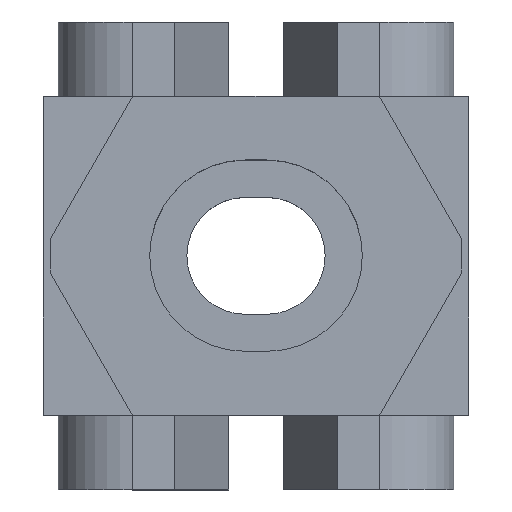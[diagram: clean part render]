
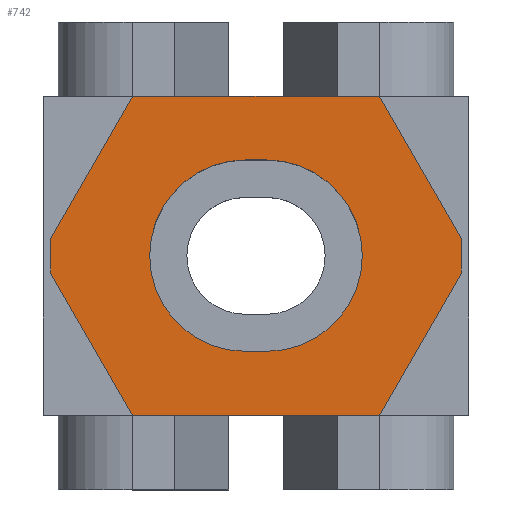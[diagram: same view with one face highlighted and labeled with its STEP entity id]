
A CAD part, top view. The second image highlights one B-rep face of the part: STEP entity #742.
In plain terms, the highlighted planar face has unit normal (0, 0, 1).
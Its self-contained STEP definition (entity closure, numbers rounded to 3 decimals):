
#13 = CARTESIAN_POINT ( 'NONE',  ( -0.5, 0., 8.5 ) ) ;
#22 = DIRECTION ( 'NONE',  ( 0., 0., -1. ) ) ;
#24 = EDGE_CURVE ( 'NONE', #699, #2014, #538, .T. ) ;
#27 = VECTOR ( 'NONE', #681, 1000. ) ;
#36 = CARTESIAN_POINT ( 'NONE',  ( 6.555, 6.201, 8.5 ) ) ;
#43 = DIRECTION ( 'NONE',  ( 1., 0., 0. ) ) ;
#62 = CARTESIAN_POINT ( 'NONE',  ( 0.853, 4.5, 8.5 ) ) ;
#98 = CARTESIAN_POINT ( 'NONE',  ( 0.5, 0., 8.5 ) ) ;
#116 = ORIENTED_EDGE ( 'NONE', *, *, #554, .T. ) ;
#125 = VERTEX_POINT ( 'NONE', #1077 ) ;
#129 = CIRCLE ( 'NONE', #2063, 4.5 ) ;
#169 = EDGE_CURVE ( 'NONE', #856, #586, #1572, .T. ) ;
#184 = LINE ( 'NONE', #332, #1034 ) ;
#216 = CARTESIAN_POINT ( 'NONE',  ( 0.5, 4.5, 8.5 ) ) ;
#229 = VERTEX_POINT ( 'NONE', #1585 ) ;
#232 = AXIS2_PLACEMENT_3D ( 'NONE', #370, #1033, #1212 ) ;
#257 = DIRECTION ( 'NONE',  ( 0., 1., 0. ) ) ;
#261 = EDGE_CURVE ( 'NONE', #1445, #586, #129, .T. ) ;
#299 = VECTOR ( 'NONE', #1511, 1000. ) ;
#332 = CARTESIAN_POINT ( 'NONE',  ( 15.648, 9.549, 8.5 ) ) ;
#367 = CARTESIAN_POINT ( 'NONE',  ( -0.5, 0., 8.5 ) ) ;
#370 = CARTESIAN_POINT ( 'NONE',  ( 14., 10.5, 8.5 ) ) ;
#423 = EDGE_CURVE ( 'NONE', #1018, #1993, #1550, .T. ) ;
#424 = CARTESIAN_POINT ( 'NONE',  ( 0.445, 18.326, 8.5 ) ) ;
#439 = EDGE_CURVE ( 'NONE', #1445, #2074, #1022, .T. ) ;
#441 = VECTOR ( 'NONE', #691, 1000. ) ;
#455 = ORIENTED_EDGE ( 'NONE', *, *, #1398, .T. ) ;
#478 = AXIS2_PLACEMENT_3D ( 'NONE', #367, #1503, #1689 ) ;
#525 = ORIENTED_EDGE ( 'NONE', *, *, #2105, .T. ) ;
#538 = LINE ( 'NONE', #1157, #1501 ) ;
#545 = VECTOR ( 'NONE', #1844, 1000. ) ;
#554 = EDGE_CURVE ( 'NONE', #1072, #2074, #1168, .T. ) ;
#569 = ORIENTED_EDGE ( 'NONE', *, *, #623, .F. ) ;
#575 = CIRCLE ( 'NONE', #478, 4.5 ) ;
#586 = VERTEX_POINT ( 'NONE', #1649 ) ;
#594 = CARTESIAN_POINT ( 'NONE',  ( -0.5, 4.5, 8.5 ) ) ;
#623 = EDGE_CURVE ( 'NONE', #2014, #1263, #981, .T. ) ;
#632 = ORIENTED_EDGE ( 'NONE', *, *, #1767, .T. ) ;
#681 = DIRECTION ( 'NONE',  ( -1., 0., 0. ) ) ;
#691 = DIRECTION ( 'NONE',  ( 0.5, -0.866, 0. ) ) ;
#694 = CARTESIAN_POINT ( 'NONE',  ( -5.805, 7.5, 8.5 ) ) ;
#699 = VERTEX_POINT ( 'NONE', #694 ) ;
#716 = VECTOR ( 'NONE', #749, 1000. ) ;
#742 = ADVANCED_FACE ( 'NONE', ( #2009, #1506 ), #1344, .T. ) ;
#744 = AXIS2_PLACEMENT_3D ( 'NONE', #13, #22, #1186 ) ;
#749 = DIRECTION ( 'NONE',  ( -0.5, -0.866, 0. ) ) ;
#779 = ORIENTED_EDGE ( 'NONE', *, *, #439, .F. ) ;
#814 = EDGE_LOOP ( 'NONE', ( #779, #1552, #1487, #455, #116 ) ) ;
#829 = VERTEX_POINT ( 'NONE', #1558 ) ;
#834 = CARTESIAN_POINT ( 'NONE',  ( -0.5, -4.5, 8.5 ) ) ;
#851 = ORIENTED_EDGE ( 'NONE', *, *, #423, .F. ) ;
#856 = VERTEX_POINT ( 'NONE', #834 ) ;
#955 = EDGE_CURVE ( 'NONE', #1993, #829, #1078, .T. ) ;
#966 = ORIENTED_EDGE ( 'NONE', *, *, #1710, .F. ) ;
#981 = LINE ( 'NONE', #36, #441 ) ;
#994 = DIRECTION ( 'NONE',  ( 0.5, 0.866, 0. ) ) ;
#1018 = VERTEX_POINT ( 'NONE', #1131 ) ;
#1022 = LINE ( 'NONE', #62, #299 ) ;
#1033 = DIRECTION ( 'NONE',  ( 0., 0., 1. ) ) ;
#1034 = VECTOR ( 'NONE', #994, 1000. ) ;
#1071 = LINE ( 'NONE', #424, #716 ) ;
#1072 = VERTEX_POINT ( 'NONE', #1119 ) ;
#1075 = DIRECTION ( 'NONE',  ( 0., 0., -1. ) ) ;
#1077 = CARTESIAN_POINT ( 'NONE',  ( 5.805, -7.5, 8.5 ) ) ;
#1078 = LINE ( 'NONE', #1417, #1963 ) ;
#1119 = CARTESIAN_POINT ( 'NONE',  ( -5., 0., 8.5 ) ) ;
#1131 = CARTESIAN_POINT ( 'NONE',  ( -5.805, -7.5, 8.5 ) ) ;
#1151 = ORIENTED_EDGE ( 'NONE', *, *, #955, .F. ) ;
#1157 = CARTESIAN_POINT ( 'NONE',  ( 14., 7.5, 8.5 ) ) ;
#1168 = CIRCLE ( 'NONE', #744, 4.5 ) ;
#1186 = DIRECTION ( 'NONE',  ( 1., 0., 0. ) ) ;
#1202 = CARTESIAN_POINT ( 'NONE',  ( -8.648, -2.576, 8.5 ) ) ;
#1212 = DIRECTION ( 'NONE',  ( 1., 0., 0. ) ) ;
#1228 = CARTESIAN_POINT ( 'NONE',  ( 5.805, 7.5, 8.5 ) ) ;
#1263 = VERTEX_POINT ( 'NONE', #1977 ) ;
#1275 = EDGE_CURVE ( 'NONE', #125, #1018, #1747, .T. ) ;
#1293 = CARTESIAN_POINT ( 'NONE',  ( 14., -7.5, 8.5 ) ) ;
#1331 = VECTOR ( 'NONE', #2050, 1000. ) ;
#1344 = PLANE ( 'NONE',  #232 ) ;
#1398 = EDGE_CURVE ( 'NONE', #856, #1072, #575, .T. ) ;
#1412 = CARTESIAN_POINT ( 'NONE',  ( 9.662, 10.5, 8.5 ) ) ;
#1417 = CARTESIAN_POINT ( 'NONE',  ( -9.662, 10.5, 8.5 ) ) ;
#1439 = EDGE_LOOP ( 'NONE', ( #1928, #632, #966, #569, #1978, #525, #1151, #851 ) ) ;
#1445 = VERTEX_POINT ( 'NONE', #216 ) ;
#1487 = ORIENTED_EDGE ( 'NONE', *, *, #169, .F. ) ;
#1501 = VECTOR ( 'NONE', #43, 1000. ) ;
#1503 = DIRECTION ( 'NONE',  ( 0., 0., -1. ) ) ;
#1506 = FACE_OUTER_BOUND ( 'NONE', #1439, .T. ) ;
#1511 = DIRECTION ( 'NONE',  ( -1., 0., 0. ) ) ;
#1550 = LINE ( 'NONE', #1202, #545 ) ;
#1552 = ORIENTED_EDGE ( 'NONE', *, *, #261, .T. ) ;
#1558 = CARTESIAN_POINT ( 'NONE',  ( -9.662, 0.82, 8.5 ) ) ;
#1572 = LINE ( 'NONE', #1581, #1935 ) ;
#1581 = CARTESIAN_POINT ( 'NONE',  ( -0.919, -4.5, 8.5 ) ) ;
#1585 = CARTESIAN_POINT ( 'NONE',  ( 9.662, -0.82, 8.5 ) ) ;
#1649 = CARTESIAN_POINT ( 'NONE',  ( 0.5, -4.5, 8.5 ) ) ;
#1689 = DIRECTION ( 'NONE',  ( 1., 0., 0. ) ) ;
#1710 = EDGE_CURVE ( 'NONE', #1263, #229, #1886, .T. ) ;
#1747 = LINE ( 'NONE', #1293, #27 ) ;
#1767 = EDGE_CURVE ( 'NONE', #125, #229, #184, .T. ) ;
#1844 = DIRECTION ( 'NONE',  ( -0.5, 0.866, 0. ) ) ;
#1886 = LINE ( 'NONE', #1412, #1331 ) ;
#1919 = DIRECTION ( 'NONE',  ( 1., 0., 0. ) ) ;
#1928 = ORIENTED_EDGE ( 'NONE', *, *, #1275, .F. ) ;
#1935 = VECTOR ( 'NONE', #1919, 1000. ) ;
#1963 = VECTOR ( 'NONE', #257, 1000. ) ;
#1977 = CARTESIAN_POINT ( 'NONE',  ( 9.662, 0.82, 8.5 ) ) ;
#1978 = ORIENTED_EDGE ( 'NONE', *, *, #24, .F. ) ;
#1982 = CARTESIAN_POINT ( 'NONE',  ( -9.662, -0.82, 8.5 ) ) ;
#1993 = VERTEX_POINT ( 'NONE', #1982 ) ;
#2009 = FACE_BOUND ( 'NONE', #814, .T. ) ;
#2014 = VERTEX_POINT ( 'NONE', #1228 ) ;
#2044 = DIRECTION ( 'NONE',  ( 1., 0., 0. ) ) ;
#2050 = DIRECTION ( 'NONE',  ( 0., -1., 0. ) ) ;
#2063 = AXIS2_PLACEMENT_3D ( 'NONE', #98, #1075, #2044 ) ;
#2074 = VERTEX_POINT ( 'NONE', #594 ) ;
#2105 = EDGE_CURVE ( 'NONE', #699, #829, #1071, .T. ) ;
